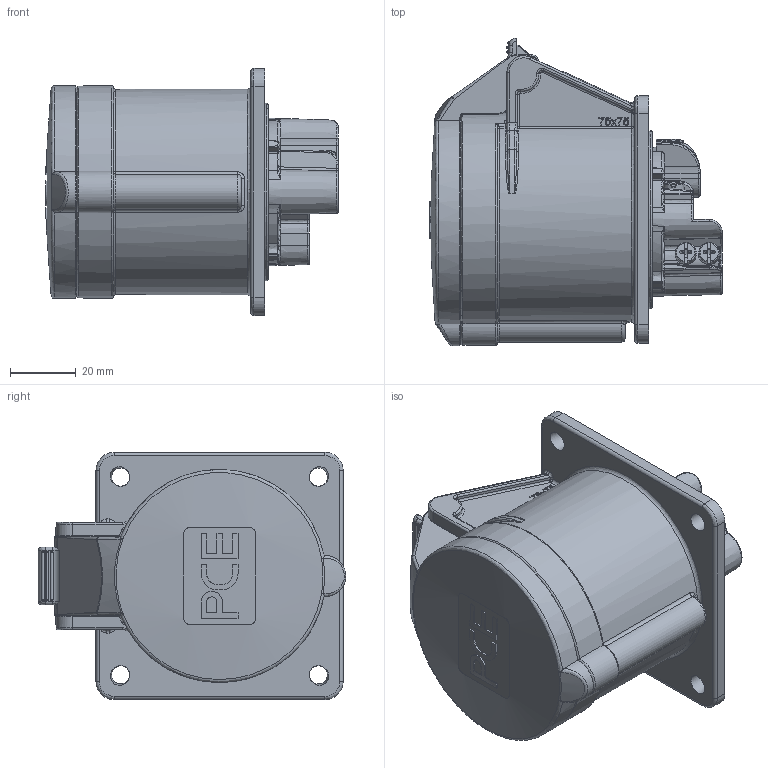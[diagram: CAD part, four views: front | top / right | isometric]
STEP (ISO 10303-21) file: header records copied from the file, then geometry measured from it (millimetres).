
FILE_DESCRIPTION (( 'STEP AP203' ), '1' );
FILE_NAME ('324-6f7.STEP', '2017-11-23T14:11:13', ( '' ), ( '' ), 'SwSTEP 2.0', 'SolidWorks 2016', '' );
FILE_SCHEMA (( 'CONFIG_CONTROL_DESIGN' ));
Length unit declared in the file: millimetre
Products named in the file (1): 324-6f7
Bounding box: 88.79 x 93.3 x 75 mm (x, y, z)
Volume: 251611.2 mm3; surface area: 37316.7 mm2
Topology: 1 solids, 1 shells, 1375 faces, 3490 edges, 2123 vertices
Faces by surface type: bspline 564, plane 438, cylinder 242, cone 131
Full cylindrical faces by diameter (mm): 4 x5, 4.7 x4, 7 x1, 8.5 x3, 10 x1
Entity records: 66649 total; most frequent: CARTESIAN_POINT 39476, ORIENTED_EDGE 6702, DIRECTION 3931, EDGE_CURVE 3351, VERTEX_POINT 2082, B_SPLINE_CURVE_WITH_KNOTS 1534, EDGE_LOOP 1501, AXIS2_PLACEMENT_3D 1431
